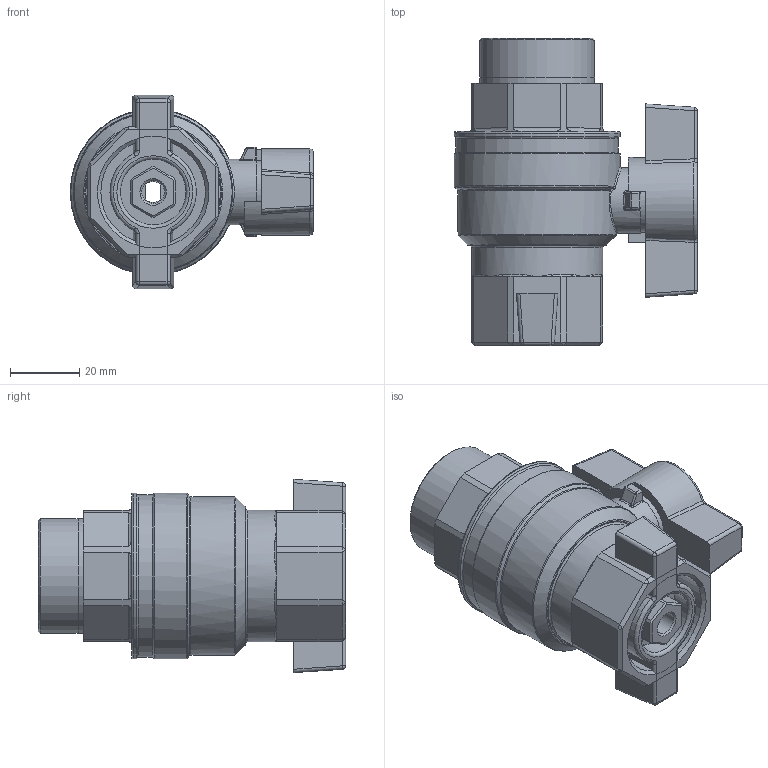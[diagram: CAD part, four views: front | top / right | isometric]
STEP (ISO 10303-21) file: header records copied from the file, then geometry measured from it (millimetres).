
FILE_DESCRIPTION( ( 'Unknown' ), '1' );
FILE_NAME( '2.287.025.stp', 'Unknown', ( 'Unknown' ), ( 'Unknown' ), 'PSStep 13.0', 'Unknown', ' ' );
FILE_SCHEMA( ( 'AUTOMOTIVE_DESIGN { 1 0 10303 214 1 1 1 1 }' ) );
Length unit declared in the file: millimetre
Products named in the file (4): Assem1; Flügelgriff 020-025; M8; 2.281.025
Bounding box: 70.5 x 89 x 56 mm (x, y, z)
Volume: 173164.3 mm3; surface area: 54489.4 mm2
Topology: 6 solids, 6 shells, 534 faces, 1310 edges, 752 vertices
Faces by surface type: plane 250, cylinder 120, bspline 74, torus 46, sphere 28, cone 16
Full cylindrical faces by diameter (mm): 6.647 x2, 18 x2, 19 x6, 25 x2, 30.291 x2, 33.249 x4, 38 x2, 47 x2, 48 x4
Entity records: 11901 total; most frequent: CARTESIAN_POINT 3864, DIRECTION 1218, ORIENTED_EDGE 1194, EDGE_CURVE 597, AXIS2_PLACEMENT_3D 446, VERTEX_POINT 366, LINE 326, VECTOR 326
